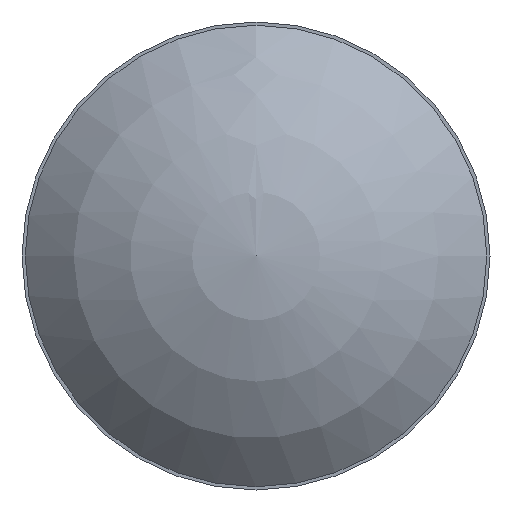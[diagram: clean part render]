
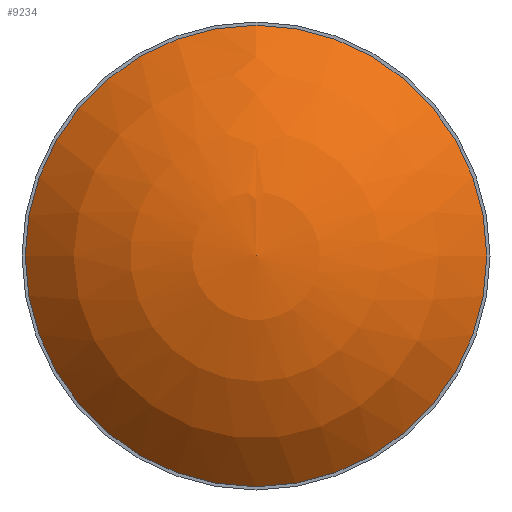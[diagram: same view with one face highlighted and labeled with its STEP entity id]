
A CAD part, front view. The second image highlights one B-rep face of the part: STEP entity #9234.
In plain terms, the highlighted spherical face has radius 1005 mm.
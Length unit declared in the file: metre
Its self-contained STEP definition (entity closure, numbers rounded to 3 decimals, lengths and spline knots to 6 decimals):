
#9102 = DIRECTION('Dir2',(0.0,1.0,0.0));
#9103 = DIRECTION('Dir3',(0.0,0.0,1.0));
#9120 = CARTESIAN_POINT('CentreSph',(0.0,1.707107,0.0));
#9121 = AXIS2_PLACEMENT_3D('Ax2P3DSph',#9120,#9102,#9103);
#9141 = CARTESIAN_POINT('PtCO',(0.702107, 0.997932, 0.0));
#9142 = VERTEX_POINT('VertPtCO)',#9141);
#9146 = SPHERICAL_SURFACE('SphereO',#9121, 1.005);
#9149 = CARTESIAN_POINT('CentreCO',(0.0, 0.997932,  0.0));
#9150 = AXIS2_PLACEMENT_3D('Ax2P3DCirc2O',#9149,#9102,#9103);
#9151 = CIRCLE('Circ2O',#9150, 0.702107);
#9161 = EDGE_CURVE('EdgeCCCirc2O',#9142,#9142,#9151,.T.);
#9176 = ORIENTED_EDGE('CCOF',*,*,#9161,.F.);
#9210 = EDGE_LOOP('ELCCOF',(#9176));
#9216 = FACE_OUTER_BOUND('Sphbot',#9210,.T.);
#9234 = ADVANCED_FACE('SphBotFace',(#9216),#9146,.T.);
